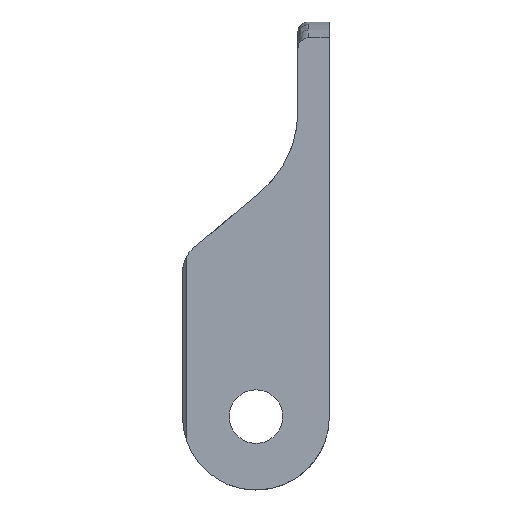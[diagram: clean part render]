
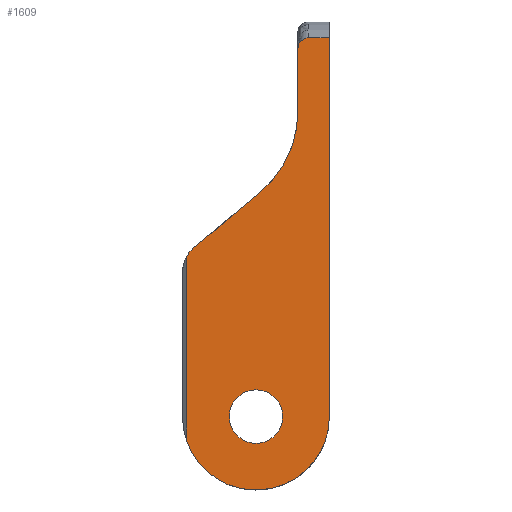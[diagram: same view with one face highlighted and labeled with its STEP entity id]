
A CAD part, left-side view. The second image highlights one B-rep face of the part: STEP entity #1609.
In plain terms, the highlighted planar face has unit normal (-1, 0, 0).
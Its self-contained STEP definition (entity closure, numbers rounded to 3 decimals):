
#23=FACE_BOUND('',#226,.T.);
#41=B_SPLINE_CURVE_WITH_KNOTS('',3,(#2433,#2434,#2435,#2436,#2437,#2438,
#2439,#2440,#2441,#2442),.UNSPECIFIED.,.F.,.F.,(4,2,2,2,4),(-0.608,
-0.572,-0.534,-0.496,-0.456),
 .UNSPECIFIED.);
#83=PLANE('',#1729);
#137=FACE_OUTER_BOUND('',#225,.T.);
#225=EDGE_LOOP('',(#1179,#1180,#1181,#1182,#1183,#1184,#1185,#1186,#1187));
#226=EDGE_LOOP('',(#1188));
#305=LINE('',#2315,#455);
#324=LINE('',#2353,#474);
#345=LINE('',#2431,#495);
#354=LINE('',#2483,#504);
#355=LINE('',#2485,#505);
#455=VECTOR('',#1870,1000.);
#474=VECTOR('',#1897,1000.);
#495=VECTOR('',#1946,1000.);
#504=VECTOR('',#1971,1000.);
#505=VECTOR('',#1972,1000.);
#599=CIRCLE('',#1695,2.55);
#614=CIRCLE('',#1727,3.);
#615=CIRCLE('',#1730,10.);
#616=CIRCLE('',#1731,7.);
#659=VERTEX_POINT('',#2286);
#670=VERTEX_POINT('',#2312);
#671=VERTEX_POINT('',#2314);
#685=VERTEX_POINT('',#2350);
#686=VERTEX_POINT('',#2352);
#709=VERTEX_POINT('',#2429);
#713=VERTEX_POINT('',#2461);
#714=VERTEX_POINT('',#2463);
#719=VERTEX_POINT('',#2481);
#720=VERTEX_POINT('',#2484);
#819=EDGE_CURVE('',#659,#659,#599,.T.);
#832=EDGE_CURVE('',#670,#671,#305,.T.);
#852=EDGE_CURVE('',#685,#686,#324,.T.);
#882=EDGE_CURVE('',#709,#670,#345,.T.);
#883=EDGE_CURVE('',#709,#686,#41,.T.);
#889=EDGE_CURVE('',#713,#714,#614,.T.);
#896=EDGE_CURVE('',#685,#719,#615,.T.);
#897=EDGE_CURVE('',#719,#714,#354,.T.);
#898=EDGE_CURVE('',#713,#720,#355,.T.);
#899=EDGE_CURVE('',#720,#671,#616,.T.);
#1179=ORIENTED_EDGE('',*,*,#832,.F.);
#1180=ORIENTED_EDGE('',*,*,#882,.F.);
#1181=ORIENTED_EDGE('',*,*,#883,.T.);
#1182=ORIENTED_EDGE('',*,*,#852,.F.);
#1183=ORIENTED_EDGE('',*,*,#896,.T.);
#1184=ORIENTED_EDGE('',*,*,#897,.T.);
#1185=ORIENTED_EDGE('',*,*,#889,.F.);
#1186=ORIENTED_EDGE('',*,*,#898,.T.);
#1187=ORIENTED_EDGE('',*,*,#899,.T.);
#1188=ORIENTED_EDGE('',*,*,#819,.T.);
#1609=ADVANCED_FACE('',(#137,#23),#83,.T.);
#1695=AXIS2_PLACEMENT_3D('',#2287,#1844,#1845);
#1727=AXIS2_PLACEMENT_3D('',#2464,#1958,#1959);
#1729=AXIS2_PLACEMENT_3D('',#2480,#1967,#1968);
#1730=AXIS2_PLACEMENT_3D('',#2482,#1969,#1970);
#1731=AXIS2_PLACEMENT_3D('',#2486,#1973,#1974);
#1844=DIRECTION('center_axis',(1.,0.,0.));
#1845=DIRECTION('ref_axis',(0.,-1.,0.));
#1870=DIRECTION('',(0.,0.,-1.));
#1897=DIRECTION('',(0.,0.,1.));
#1946=DIRECTION('',(0.,-1.,0.));
#1958=DIRECTION('center_axis',(1.,0.,0.));
#1959=DIRECTION('ref_axis',(0.,0.,1.));
#1967=DIRECTION('center_axis',(-1.,0.,0.));
#1968=DIRECTION('ref_axis',(0.,1.,0.));
#1969=DIRECTION('center_axis',(1.,0.,0.));
#1970=DIRECTION('ref_axis',(0.,-1.,0.));
#1971=DIRECTION('',(0.,0.766,-0.643));
#1972=DIRECTION('',(0.,0.,-1.));
#1973=DIRECTION('center_axis',(-1.,0.,0.));
#1974=DIRECTION('ref_axis',(0.,0.,1.));
#2286=CARTESIAN_POINT('',(-16.8,68.798,91.124));
#2287=CARTESIAN_POINT('Origin',(-16.8,66.248,91.124));
#2312=CARTESIAN_POINT('',(-16.8,59.248,127.245));
#2314=CARTESIAN_POINT('',(-16.8,59.248,91.124));
#2315=CARTESIAN_POINT('',(-16.8,59.248,109.96));
#2350=CARTESIAN_POINT('',(-16.8,62.248,120.217));
#2352=CARTESIAN_POINT('',(-16.8,62.248,126.194));
#2353=CARTESIAN_POINT('',(-16.8,62.248,113.04));
#2429=CARTESIAN_POINT('',(-16.8,61.248,127.245));
#2431=CARTESIAN_POINT('',(-16.8,60.248,127.245));
#2433=CARTESIAN_POINT('Ctrl Pts',(-16.8,61.248,127.245));
#2434=CARTESIAN_POINT('Ctrl Pts',(-16.8,61.37,127.245));
#2435=CARTESIAN_POINT('Ctrl Pts',(-16.8,61.512,127.216));
#2436=CARTESIAN_POINT('Ctrl Pts',(-16.8,61.739,127.119));
#2437=CARTESIAN_POINT('Ctrl Pts',(-16.8,61.861,127.034));
#2438=CARTESIAN_POINT('Ctrl Pts',(-16.8,62.038,126.853));
#2439=CARTESIAN_POINT('Ctrl Pts',(-16.8,62.121,126.723));
#2440=CARTESIAN_POINT('Ctrl Pts',(-16.8,62.218,126.481));
#2441=CARTESIAN_POINT('Ctrl Pts',(-16.8,62.248,126.326));
#2442=CARTESIAN_POINT('Ctrl Pts',(-16.8,62.248,126.194));
#2461=CARTESIAN_POINT('',(-16.8,72.848,106.422));
#2463=CARTESIAN_POINT('',(-16.8,72.176,107.223));
#2464=CARTESIAN_POINT('Origin',(-16.8,70.248,104.925));
#2480=CARTESIAN_POINT('Origin',(-16.8,59.238,127.255));
#2481=CARTESIAN_POINT('',(-16.8,65.82,112.557));
#2482=CARTESIAN_POINT('Origin',(-16.8,72.248,120.217));
#2483=CARTESIAN_POINT('',(-16.8,65.82,112.557));
#2484=CARTESIAN_POINT('',(-16.8,72.848,88.792));
#2485=CARTESIAN_POINT('',(-16.8,72.848,105.236));
#2486=CARTESIAN_POINT('Origin',(-16.8,66.248,91.124));
